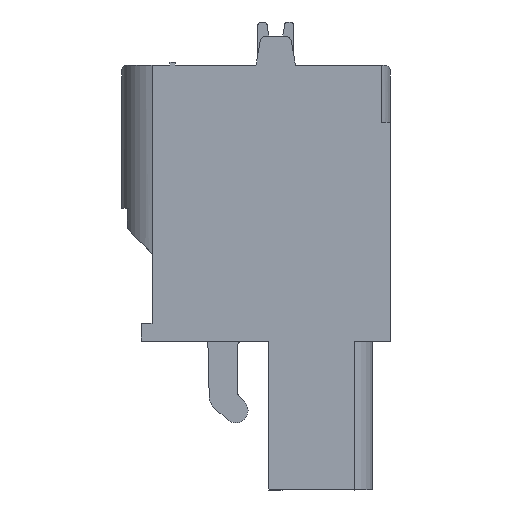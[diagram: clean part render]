
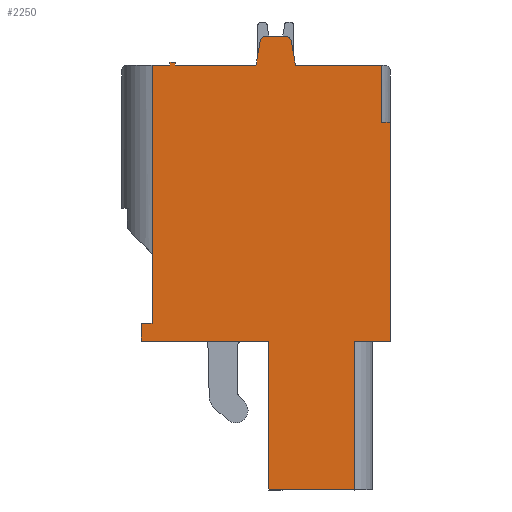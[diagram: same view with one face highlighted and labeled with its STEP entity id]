
A CAD part, left-side view. The second image highlights one B-rep face of the part: STEP entity #2250.
In plain terms, the highlighted planar face has unit normal (-1, 0, 0).
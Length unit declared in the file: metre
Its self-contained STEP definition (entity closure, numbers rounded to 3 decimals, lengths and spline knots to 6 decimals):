
#2250=ADVANCED_FACE('',(#4682),#4683,.T.);
#4682=FACE_OUTER_BOUND('',#7184,.T.);
#4683=PLANE('',#7185);
#7184=EDGE_LOOP('',(#14272,#14273,#14274,#14275,#14276,#14277,#14278,#14279,#14280,#14281,#14282,#14283,#14284,#14285,#14286,#14287,#14288,#14289,#14290,#14291,#14292,#14293));
#7185=AXIS2_PLACEMENT_3D('',#14294,#14295,#14296);
#14272=ORIENTED_EDGE('',*,*,#17618,.T.);
#14273=ORIENTED_EDGE('',*,*,#17716,.F.);
#14274=ORIENTED_EDGE('',*,*,#17582,.F.);
#14275=ORIENTED_EDGE('',*,*,#17472,.F.);
#14276=ORIENTED_EDGE('',*,*,#15667,.F.);
#14277=ORIENTED_EDGE('',*,*,#17126,.T.);
#14278=ORIENTED_EDGE('',*,*,#17071,.T.);
#14279=ORIENTED_EDGE('',*,*,#16555,.T.);
#14280=ORIENTED_EDGE('',*,*,#17412,.F.);
#14281=ORIENTED_EDGE('',*,*,#17182,.F.);
#14282=ORIENTED_EDGE('',*,*,#17257,.F.);
#14283=ORIENTED_EDGE('',*,*,#15827,.F.);
#14284=ORIENTED_EDGE('',*,*,#15270,.F.);
#14285=ORIENTED_EDGE('',*,*,#16459,.F.);
#14286=ORIENTED_EDGE('',*,*,#16330,.F.);
#14287=ORIENTED_EDGE('',*,*,#17822,.F.);
#14288=ORIENTED_EDGE('',*,*,#16491,.F.);
#14289=ORIENTED_EDGE('',*,*,#17718,.F.);
#14290=ORIENTED_EDGE('',*,*,#15336,.T.);
#14291=ORIENTED_EDGE('',*,*,#17052,.T.);
#14292=ORIENTED_EDGE('',*,*,#17531,.F.);
#14293=ORIENTED_EDGE('',*,*,#17402,.T.);
#14294=CARTESIAN_POINT('',(0.,0.0122,-0.0155));
#14295=DIRECTION('',(-1.0,0.0,0.0));
#14296=DIRECTION('',(0.0,-1.0,0.0));
#15270=EDGE_CURVE('',#18510,#18512,#18513,.T.);
#15336=EDGE_CURVE('',#18627,#18625,#18628,.T.);
#15667=EDGE_CURVE('',#19198,#19200,#19201,.T.);
#15827=EDGE_CURVE('',#18512,#19477,#19478,.T.);
#16330=EDGE_CURVE('',#20292,#20293,#20294,.T.);
#16459=EDGE_CURVE('',#20293,#18510,#20487,.T.);
#16491=EDGE_CURVE('',#20532,#20534,#20535,.T.);
#16555=EDGE_CURVE('',#20621,#20622,#20623,.T.);
#17052=EDGE_CURVE('',#18625,#21311,#21312,.T.);
#17071=EDGE_CURVE('',#21338,#20621,#21339,.T.);
#17126=EDGE_CURVE('',#19198,#21338,#21412,.T.);
#17182=EDGE_CURVE('',#21488,#21490,#21491,.T.);
#17257=EDGE_CURVE('',#19477,#21488,#21585,.T.);
#17402=EDGE_CURVE('',#21768,#21766,#21769,.T.);
#17412=EDGE_CURVE('',#21490,#20622,#21780,.T.);
#17472=EDGE_CURVE('',#19200,#21849,#21850,.T.);
#17531=EDGE_CURVE('',#21768,#21311,#21918,.T.);
#17582=EDGE_CURVE('',#21849,#21977,#21978,.T.);
#17618=EDGE_CURVE('',#21766,#22020,#22021,.T.);
#17716=EDGE_CURVE('',#21977,#22020,#22133,.T.);
#17718=EDGE_CURVE('',#18627,#20532,#22135,.T.);
#17822=EDGE_CURVE('',#20534,#20292,#22246,.T.);
#18510=VERTEX_POINT('',#23164);
#18512=VERTEX_POINT('',#23167);
#18513=LINE('',#23168,#23169);
#18625=VERTEX_POINT('',#23324);
#18627=VERTEX_POINT('',#23327);
#18628=LINE('',#23328,#23329);
#19198=VERTEX_POINT('',#24123);
#19200=VERTEX_POINT('',#24126);
#19201=LINE('',#24127,#24128);
#19477=VERTEX_POINT('',#24524);
#19478=LINE('',#24525,#24526);
#20292=VERTEX_POINT('',#25689);
#20293=VERTEX_POINT('',#25690);
#20294=LINE('',#25691,#25692);
#20487=LINE('',#25973,#25974);
#20532=VERTEX_POINT('',#26029);
#20534=VERTEX_POINT('',#26032);
#20535=LINE('',#26033,#26034);
#20621=VERTEX_POINT('',#26163);
#20622=VERTEX_POINT('',#26164);
#20623=LINE('',#26165,#26166);
#21311=VERTEX_POINT('',#27142);
#21312=CIRCLE('',#27143,0.0003);
#21338=VERTEX_POINT('',#27177);
#21339=LINE('',#27178,#27179);
#21412=LINE('',#27298,#27299);
#21488=VERTEX_POINT('',#27419);
#21490=VERTEX_POINT('',#27422);
#21491=LINE('',#27423,#27424);
#21585=LINE('',#27560,#27561);
#21766=VERTEX_POINT('',#27815);
#21768=VERTEX_POINT('',#27818);
#21769=CIRCLE('',#27819,0.0003);
#21780=LINE('',#27834,#27835);
#21849=VERTEX_POINT('',#27932);
#21850=LINE('',#27933,#27934);
#21918=LINE('',#28036,#28037);
#21977=VERTEX_POINT('',#28113);
#21978=LINE('',#28114,#28115);
#22020=VERTEX_POINT('',#28175);
#22021=LINE('',#28176,#28177);
#22133=LINE('',#28332,#28333);
#22135=LINE('',#28336,#28337);
#22246=LINE('',#28487,#28488);
#23164=CARTESIAN_POINT('',(0.0,0.0015,-0.0154));
#23167=CARTESIAN_POINT('',(0.0,0.0015,-0.0237));
#23168=CARTESIAN_POINT('',(0.0,0.0015,-0.0237));
#23169=VECTOR('',#28979,1.0);
#23324=CARTESIAN_POINT('',(0.,0.005038,0.001352));
#23327=CARTESIAN_POINT('',(0.,0.0048,0.));
#23328=CARTESIAN_POINT('',(0.,0.002372,-0.013767));
#23329=VECTOR('',#29045,1.0);
#24123=CARTESIAN_POINT('',(0.0,0.0118,0.));
#24126=CARTESIAN_POINT('',(0.0,0.0118,0.00015));
#24127=CARTESIAN_POINT('',(0.0,0.0118,0.00015));
#24128=VECTOR('',#29409,1.0);
#24524=CARTESIAN_POINT('',(0.0,0.0063,-0.0237));
#24525=CARTESIAN_POINT('',(0.0,0.0063,-0.0237));
#24526=VECTOR('',#29593,1.0);
#25689=CARTESIAN_POINT('',(0.0,-0.0005,-0.0032));
#25690=CARTESIAN_POINT('',(0.0,-0.0005,-0.0154));
#25691=CARTESIAN_POINT('',(0.0,-0.0005,-0.0154));
#25692=VECTOR('',#30133,1.0);
#25973=CARTESIAN_POINT('',(0.0,0.0003,-0.0154));
#25974=VECTOR('',#30267,1.0);
#26029=CARTESIAN_POINT('',(0.0,0.0,0.0));
#26032=CARTESIAN_POINT('',(0.0,0.0,-0.0032));
#26033=CARTESIAN_POINT('',(0.0,0.0,-0.0032));
#26034=VECTOR('',#30324,1.0);
#26163=CARTESIAN_POINT('',(0.0,0.0128,-0.0144));
#26164=CARTESIAN_POINT('',(0.0,0.0134,-0.0144));
#26165=CARTESIAN_POINT('',(0.0,0.0118,-0.0144));
#26166=VECTOR('',#30377,1.0);
#27142=CARTESIAN_POINT('',(0.,0.005334,0.0016));
#27143=AXIS2_PLACEMENT_3D('',#30891,#30892,#30893);
#27177=CARTESIAN_POINT('',(0.0,0.0128,0.));
#27178=CARTESIAN_POINT('',(0.0,0.0128,-0.0155));
#27179=VECTOR('',#30917,1.0);
#27298=CARTESIAN_POINT('',(0.0,-0.0002,0.));
#27299=VECTOR('',#30973,1.0);
#27419=CARTESIAN_POINT('',(0.0,0.0063,-0.0154));
#27422=CARTESIAN_POINT('',(0.0,0.0134,-0.0154));
#27423=CARTESIAN_POINT('',(0.0,0.0118,-0.0154));
#27424=VECTOR('',#31031,1.0);
#27560=CARTESIAN_POINT('',(0.0,0.0063,-0.0154));
#27561=VECTOR('',#31101,1.0);
#27815=CARTESIAN_POINT('',(0.,0.006762,0.001352));
#27818=CARTESIAN_POINT('',(0.,0.006466,0.0016));
#27819=AXIS2_PLACEMENT_3D('',#31230,#31231,#31232);
#27834=CARTESIAN_POINT('',(0.0,0.0134,0.0013));
#27835=VECTOR('',#31240,1.0);
#27932=CARTESIAN_POINT('',(0.0,0.0115,0.00015));
#27933=CARTESIAN_POINT('',(0.0,0.0115,0.00015));
#27934=VECTOR('',#31281,1.0);
#28036=CARTESIAN_POINT('',(0.,0.0048,0.0016));
#28037=VECTOR('',#31332,1.0);
#28113=CARTESIAN_POINT('',(0.0,0.0115,0.0));
#28114=CARTESIAN_POINT('',(0.0,0.0115,0.));
#28115=VECTOR('',#31368,1.0);
#28175=CARTESIAN_POINT('',(0.,0.007,0.0));
#28176=CARTESIAN_POINT('',(0.,0.009807,-0.015922));
#28177=VECTOR('',#31387,1.0);
#28332=CARTESIAN_POINT('',(0.0,0.0,0.0));
#28333=VECTOR('',#31458,1.0);
#28336=CARTESIAN_POINT('',(0.0,0.0,0.0));
#28337=VECTOR('',#31460,1.0);
#28487=CARTESIAN_POINT('',(0.0,-0.0005,-0.0032));
#28488=VECTOR('',#31524,1.0);
#28979=DIRECTION('',(0.0,0.,-1.0));
#29045=DIRECTION('',(0.,0.174,0.985));
#29409=DIRECTION('',(0.0,0.0,1.0));
#29593=DIRECTION('',(0.0,1.0,0.));
#30133=DIRECTION('',(0.,0.0,-1.0));
#30267=DIRECTION('',(0.0,1.0,0.0));
#30324=DIRECTION('',(0.,0.0,-1.0));
#30377=DIRECTION('',(0.,1.0,0.));
#30891=CARTESIAN_POINT('',(0.,0.005334,0.0013));
#30892=DIRECTION('',(-1.0,0.0,0.));
#30893=DIRECTION('',(0.,0.0,-1.0));
#30917=DIRECTION('',(0.,0.,-1.0));
#30973=DIRECTION('',(0.,1.0,0.));
#31031=DIRECTION('',(0.0,1.0,0.0));
#31101=DIRECTION('',(0.0,0.0,1.0));
#31230=CARTESIAN_POINT('',(0.,0.006466,0.0013));
#31231=DIRECTION('',(-1.0,0.0,0.));
#31232=DIRECTION('',(0.,0.0,-1.0));
#31240=DIRECTION('',(0.,0.,1.0));
#31281=DIRECTION('',(0.0,-1.0,0.0));
#31332=DIRECTION('',(0.,-1.0,0.));
#31368=DIRECTION('',(0.0,0.0,-1.0));
#31387=DIRECTION('',(0.,0.174,-0.985));
#31458=DIRECTION('',(0.0,-1.0,0.0));
#31460=DIRECTION('',(0.0,-1.0,0.0));
#31524=DIRECTION('',(0.0,-1.0,0.0));
